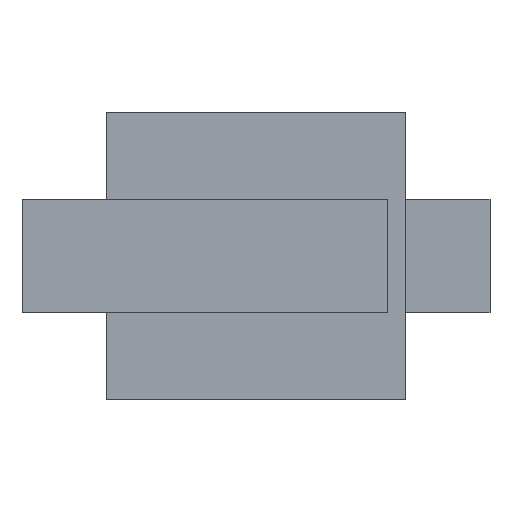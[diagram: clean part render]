
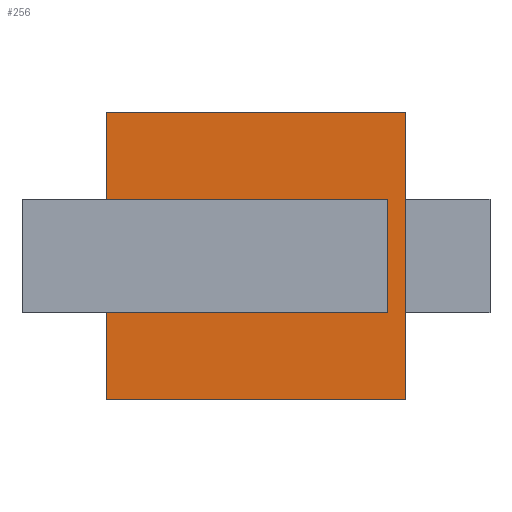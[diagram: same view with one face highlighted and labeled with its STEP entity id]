
A CAD part, front view. The second image highlights one B-rep face of the part: STEP entity #256.
In plain terms, the highlighted planar face has unit normal (0, -1, 0).
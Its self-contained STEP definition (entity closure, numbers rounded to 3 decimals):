
#1=DIRECTION('',(1.,0.,0.));
#2=VECTOR('',#1,15.);
#3=CARTESIAN_POINT('',(-8.,-0.2,-3.025));
#4=LINE('',#3,#2);
#5=DIRECTION('',(0.,0.,-1.));
#6=VECTOR('',#5,6.05);
#7=CARTESIAN_POINT('',(7.,-0.2,3.025));
#8=LINE('',#7,#6);
#9=DIRECTION('',(1.,0.,0.));
#10=VECTOR('',#9,15.);
#11=CARTESIAN_POINT('',(-8.,-0.2,3.025));
#12=LINE('',#11,#10);
#13=DIRECTION('',(0.,0.,1.));
#14=VECTOR('',#13,4.65);
#15=CARTESIAN_POINT('',(-8.,-0.2,3.025));
#16=LINE('',#15,#14);
#17=DIRECTION('',(1.,0.,0.));
#18=VECTOR('',#17,16.);
#19=CARTESIAN_POINT('',(-8.,-0.2,7.675));
#20=LINE('',#19,#18);
#21=DIRECTION('',(0.,0.,-1.));
#22=VECTOR('',#21,15.35);
#23=CARTESIAN_POINT('',(8.,-0.2,7.675));
#24=LINE('',#23,#22);
#25=DIRECTION('',(-1.,0.,0.));
#26=VECTOR('',#25,16.);
#27=CARTESIAN_POINT('',(8.,-0.2,-7.675));
#28=LINE('',#27,#26);
#29=DIRECTION('',(0.,0.,1.));
#30=VECTOR('',#29,4.65);
#31=CARTESIAN_POINT('',(-8.,-0.2,-7.675));
#32=LINE('',#31,#30);
#177=CARTESIAN_POINT('',(-8.,-0.2,7.675));
#178=CARTESIAN_POINT('',(8.,-0.2,7.675));
#179=VERTEX_POINT('',#177);
#180=VERTEX_POINT('',#178);
#181=CARTESIAN_POINT('',(8.,-0.2,-7.675));
#182=VERTEX_POINT('',#181);
#183=CARTESIAN_POINT('',(-8.,-0.2,-7.675));
#184=VERTEX_POINT('',#183);
#225=CARTESIAN_POINT('',(-8.,-0.2,-3.025));
#226=CARTESIAN_POINT('',(7.,-0.2,-3.025));
#227=VERTEX_POINT('',#225);
#228=VERTEX_POINT('',#226);
#229=CARTESIAN_POINT('',(-8.,-0.2,3.025));
#230=CARTESIAN_POINT('',(7.,-0.2,3.025));
#231=VERTEX_POINT('',#229);
#232=VERTEX_POINT('',#230);
#233=CARTESIAN_POINT('',(0.,-0.2,0.));
#234=DIRECTION('',(0.,1.,0.));
#235=DIRECTION('',(1.,0.,0.));
#236=AXIS2_PLACEMENT_3D('',#233,#234,#235);
#237=PLANE('',#236);
#239=ORIENTED_EDGE('',*,*,#238,.T.);
#241=ORIENTED_EDGE('',*,*,#240,.F.);
#243=ORIENTED_EDGE('',*,*,#242,.F.);
#245=ORIENTED_EDGE('',*,*,#244,.T.);
#247=ORIENTED_EDGE('',*,*,#246,.T.);
#249=ORIENTED_EDGE('',*,*,#248,.T.);
#251=ORIENTED_EDGE('',*,*,#250,.T.);
#253=ORIENTED_EDGE('',*,*,#252,.T.);
#254=EDGE_LOOP('',(#239,#241,#243,#245,#247,#249,#251,#253));
#255=FACE_OUTER_BOUND('',#254,.F.);
#238=EDGE_CURVE('',#227,#228,#4,.T.);
#240=EDGE_CURVE('',#232,#228,#8,.T.);
#242=EDGE_CURVE('',#231,#232,#12,.T.);
#244=EDGE_CURVE('',#231,#179,#16,.T.);
#246=EDGE_CURVE('',#179,#180,#20,.T.);
#248=EDGE_CURVE('',#180,#182,#24,.T.);
#250=EDGE_CURVE('',#182,#184,#28,.T.);
#252=EDGE_CURVE('',#184,#227,#32,.T.);
#256=ADVANCED_FACE('',(#255),#237,.F.);
